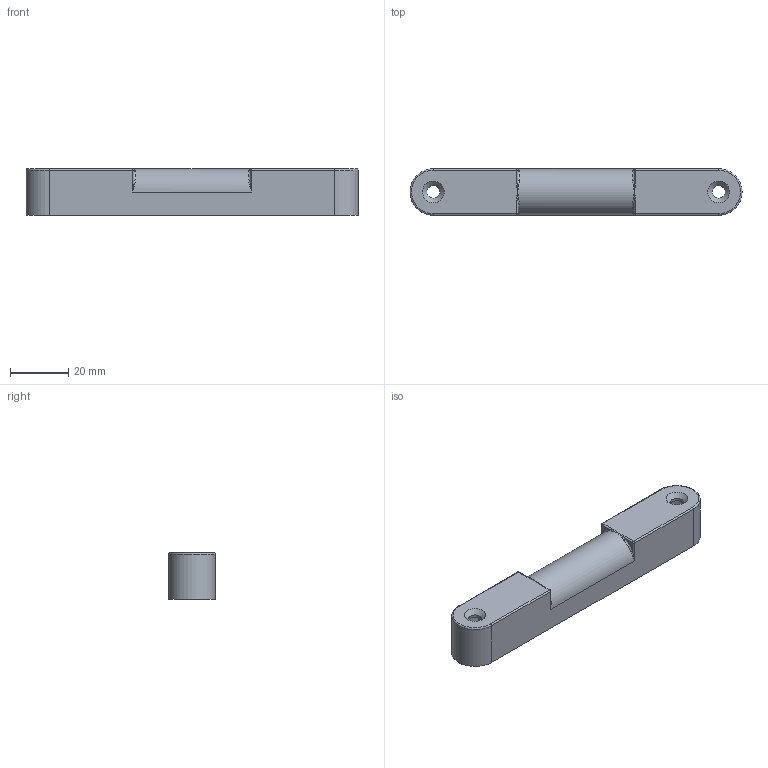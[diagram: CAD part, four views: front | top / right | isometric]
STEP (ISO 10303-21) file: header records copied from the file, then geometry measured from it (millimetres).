
FILE_DESCRIPTION((''),'2;1');
FILE_NAME('620003.iam.stp','2010-09-05T10:34:17',(''),(''),'Autodesk Inventor 2010','Autodesk Inventor 2010','');
FILE_SCHEMA(('AUTOMOTIVE_DESIGN { 1 0 10303 214 1 1 1 1 }'));
Length unit declared in the file: millimetre
Products named in the file (3): 620003; 620003-1; 620003-2
Assembly tree (2 placements, depth 2):
  620003
    620003-1
    620003-2
Bounding box: 114 x 16 x 16 mm (x, y, z)
Volume: 592.8 mm3; surface area: 12066.3 mm2
Topology: 1 solids, 2 shells, 102 faces, 254 edges, 138 vertices
Faces by surface type: bspline 37, plane 34, cylinder 24, sphere 4, torus 2, cone 1
Full cylindrical faces by diameter (mm): 4.4 x1, 13 x5
Entity records: 3530 total; most frequent: CARTESIAN_POINT 1230, ORIENTED_EDGE 472, DIRECTION 422, EDGE_CURVE 236, AXIS2_PLACEMENT_3D 144, VERTEX_POINT 138, VECTOR 134, LINE 134
